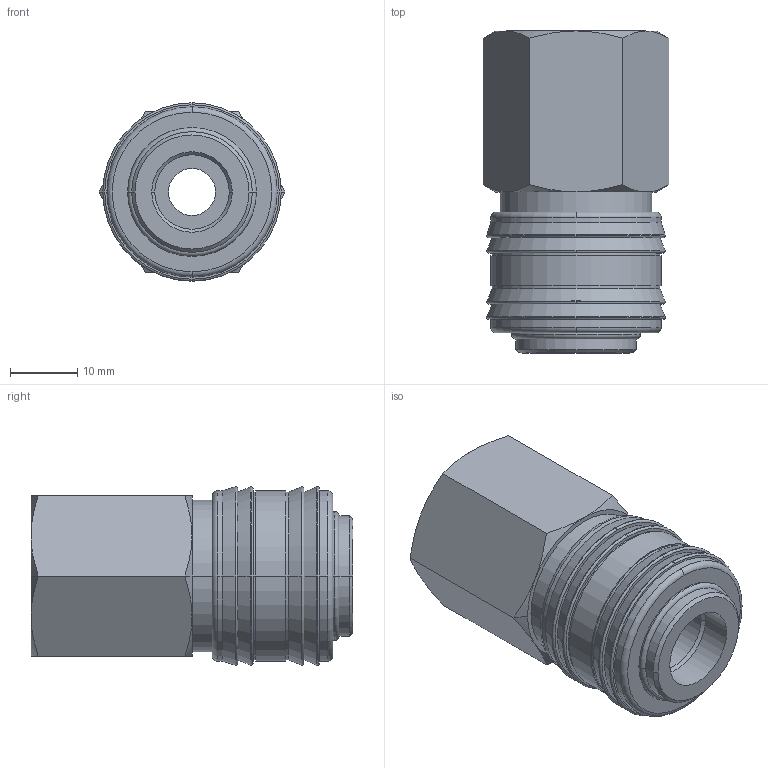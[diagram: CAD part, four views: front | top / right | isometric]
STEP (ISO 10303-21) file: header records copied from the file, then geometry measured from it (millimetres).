
FILE_DESCRIPTION(('STEP AP214'),'1');
FILE_NAME('esa_12_i.stp','2020-03-05T09:23:48',('TraceParts'),('TraceParts S.A.'),'Spatial InterOp 3D',' ',' ');
FILE_SCHEMA(('automotive_design'));
Length unit declared in the file: millimetre
Products named in the file (1): 1
Bounding box: 27.71 x 48 x 26.6 mm (x, y, z)
Volume: 14332.5 mm3; surface area: 7352.5 mm2
Topology: 1 solids, 1 shells, 99 faces, 221 edges, 137 vertices
Faces by surface type: cone 34, torus 24, plane 21, cylinder 20
Entity records: 3632 total; most frequent: CARTESIAN_POINT 554, DIRECTION 546, ORIENTED_EDGE 442, AXIS2_PLACEMENT_3D 249, EDGE_CURVE 221, CIRCLE 149, VERTEX_POINT 137, EDGE_LOOP 114
